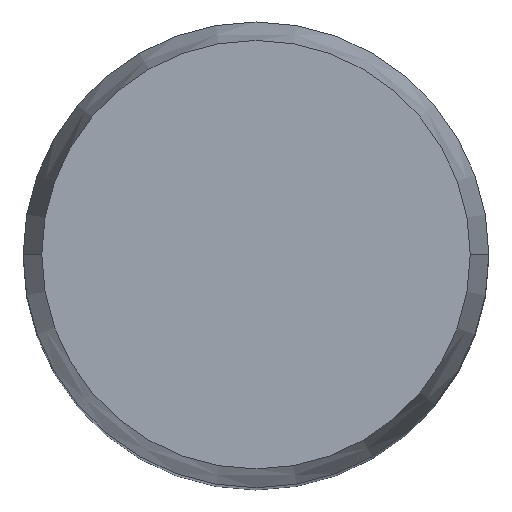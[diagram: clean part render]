
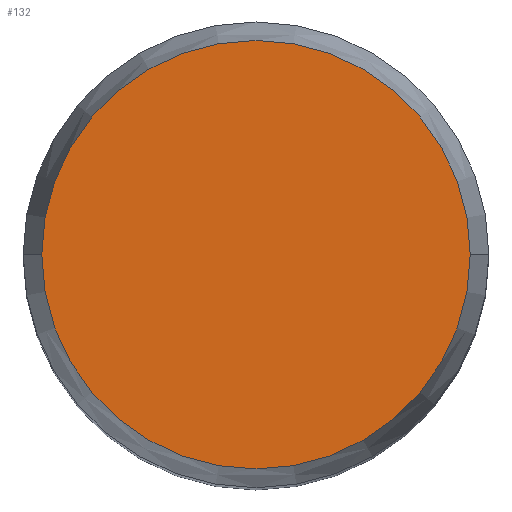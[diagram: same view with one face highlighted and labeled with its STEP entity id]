
A CAD part, top view. The second image highlights one B-rep face of the part: STEP entity #132.
In plain terms, the highlighted planar face has unit normal (0, 0, 1).
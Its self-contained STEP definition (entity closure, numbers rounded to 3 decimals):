
#1 = DIRECTION ( 'NONE',  ( 0., 0., 1. ) ) ;
#6 = AXIS2_PLACEMENT_3D ( 'NONE', #217, #219, #222 ) ;
#72 = CARTESIAN_POINT ( 'NONE',  ( -2.3, 0., 16. ) ) ;
#98 = EDGE_LOOP ( 'NONE', ( #242, #220 ) ) ;
#132 = ADVANCED_FACE ( 'NONE', ( #281 ), #183, .T. ) ;
#180 = VERTEX_POINT ( 'NONE', #72 ) ;
#183 = PLANE ( 'NONE',  #201 ) ;
#186 = VERTEX_POINT ( 'NONE', #362 ) ;
#190 = CARTESIAN_POINT ( 'NONE',  ( 0., 0., 16. ) ) ;
#192 = CARTESIAN_POINT ( 'NONE',  ( 0., 0., 16. ) ) ;
#197 = DIRECTION ( 'NONE',  ( 0., 0., 1. ) ) ;
#199 = DIRECTION ( 'NONE',  ( 1., 0., 0. ) ) ;
#201 = AXIS2_PLACEMENT_3D ( 'NONE', #190, #1, #363 ) ;
#217 = CARTESIAN_POINT ( 'NONE',  ( 0., 0., 16. ) ) ;
#219 = DIRECTION ( 'NONE',  ( 0., 0., 1. ) ) ;
#220 = ORIENTED_EDGE ( 'NONE', *, *, #351, .T. ) ;
#222 = DIRECTION ( 'NONE',  ( 1., 0., 0. ) ) ;
#242 = ORIENTED_EDGE ( 'NONE', *, *, #343, .T. ) ;
#281 = FACE_OUTER_BOUND ( 'NONE', #98, .T. ) ;
#303 = CIRCLE ( 'NONE', #356, 2.3 ) ;
#322 = CIRCLE ( 'NONE', #6, 2.3 ) ;
#343 = EDGE_CURVE ( 'NONE', #186, #180, #303, .T. ) ;
#351 = EDGE_CURVE ( 'NONE', #180, #186, #322, .T. ) ;
#356 = AXIS2_PLACEMENT_3D ( 'NONE', #192, #197, #199 ) ;
#362 = CARTESIAN_POINT ( 'NONE',  ( 2.3, 0., 16. ) ) ;
#363 = DIRECTION ( 'NONE',  ( 1., 0., 0. ) ) ;
